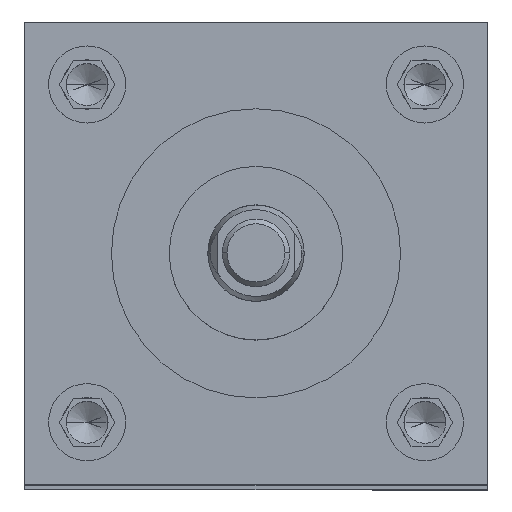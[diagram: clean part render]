
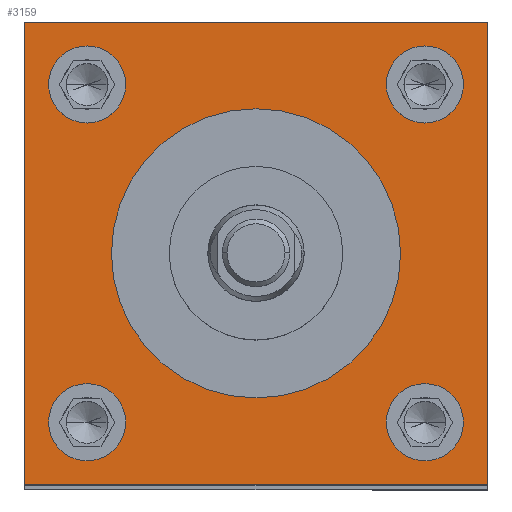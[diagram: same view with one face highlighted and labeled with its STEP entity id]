
A CAD part, top view. The second image highlights one B-rep face of the part: STEP entity #3159.
In plain terms, the highlighted planar face has unit normal (0, 0, 1).
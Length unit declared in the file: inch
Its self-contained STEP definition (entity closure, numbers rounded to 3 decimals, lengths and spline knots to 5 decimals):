
#189 = CARTESIAN_POINT ( 'NONE',  ( -1.5, 1.5, 19.75 ) ) ;
#222 = CIRCLE ( 'NONE', #2301, 0.25 ) ;
#255 = DIRECTION ( 'NONE',  ( 1., 0., 0. ) ) ;
#280 = ORIENTED_EDGE ( 'NONE', *, *, #5879, .F. ) ;
#285 = VERTEX_POINT ( 'NONE', #4367 ) ;
#298 = CIRCLE ( 'NONE', #2156, 0.25 ) ;
#451 = DIRECTION ( 'NONE',  ( 0., 0., 1. ) ) ;
#524 = DIRECTION ( 'NONE',  ( 0., -1., 0. ) ) ;
#603 = FACE_BOUND ( 'NONE', #5514, .T. ) ;
#618 = EDGE_CURVE ( 'NONE', #3254, #6693, #5400, .T. ) ;
#629 = AXIS2_PLACEMENT_3D ( 'NONE', #5057, #1549, #3473 ) ;
#671 = CARTESIAN_POINT ( 'NONE',  ( 0., 0., 19.75 ) ) ;
#682 = ORIENTED_EDGE ( 'NONE', *, *, #5524, .F. ) ;
#721 = CARTESIAN_POINT ( 'NONE',  ( 1.5, 1.5, 19.75 ) ) ;
#753 = CARTESIAN_POINT ( 'NONE',  ( -1.095, 1.095, 19.75 ) ) ;
#844 = EDGE_CURVE ( 'NONE', #5065, #5406, #3360, .T. ) ;
#927 = ORIENTED_EDGE ( 'NONE', *, *, #4839, .F. ) ;
#933 = ORIENTED_EDGE ( 'NONE', *, *, #6652, .F. ) ;
#965 = EDGE_CURVE ( 'NONE', #3866, #5065, #4637, .T. ) ;
#1098 = AXIS2_PLACEMENT_3D ( 'NONE', #5456, #451, #2773 ) ;
#1149 = CARTESIAN_POINT ( 'NONE',  ( 1.095, -1.095, 19.75 ) ) ;
#1179 = DIRECTION ( 'NONE',  ( 0., 0., 1. ) ) ;
#1257 = CARTESIAN_POINT ( 'NONE',  ( -0.845, 1.095, 19.75 ) ) ;
#1285 = DIRECTION ( 'NONE',  ( 1., 0., 0. ) ) ;
#1290 = EDGE_CURVE ( 'NONE', #3471, #2941, #3150, .T. ) ;
#1320 = CARTESIAN_POINT ( 'NONE',  ( 1.095, 1.095, 19.75 ) ) ;
#1454 = DIRECTION ( 'NONE',  ( 1., 0., 0. ) ) ;
#1549 = DIRECTION ( 'NONE',  ( 0., 0., -1. ) ) ;
#1575 = DIRECTION ( 'NONE',  ( 0., 0., 1. ) ) ;
#1576 = ORIENTED_EDGE ( 'NONE', *, *, #5478, .F. ) ;
#1669 = AXIS2_PLACEMENT_3D ( 'NONE', #2083, #1575, #1454 ) ;
#1764 = DIRECTION ( 'NONE',  ( 0., 0., 1. ) ) ;
#1839 = VERTEX_POINT ( 'NONE', #4099 ) ;
#1874 = EDGE_CURVE ( 'NONE', #3008, #3866, #6756, .T. ) ;
#1996 = AXIS2_PLACEMENT_3D ( 'NONE', #1320, #3984, #1285 ) ;
#2018 = DIRECTION ( 'NONE',  ( 0., 0., 1. ) ) ;
#2070 = DIRECTION ( 'NONE',  ( 1., 0., 0. ) ) ;
#2083 = CARTESIAN_POINT ( 'NONE',  ( -1.095, 1.095, 19.75 ) ) ;
#2156 = AXIS2_PLACEMENT_3D ( 'NONE', #3743, #3090, #2070 ) ;
#2185 = CIRCLE ( 'NONE', #6091, 0.9375 ) ;
#2213 = CARTESIAN_POINT ( 'NONE',  ( -1.5, 1.5, 19.75 ) ) ;
#2301 = AXIS2_PLACEMENT_3D ( 'NONE', #753, #1179, #2972 ) ;
#2302 = AXIS2_PLACEMENT_3D ( 'NONE', #6418, #3190, #5373 ) ;
#2344 = ORIENTED_EDGE ( 'NONE', *, *, #1874, .T. ) ;
#2476 = CARTESIAN_POINT ( 'NONE',  ( -1.5, -1.5, 19.75 ) ) ;
#2548 = ORIENTED_EDGE ( 'NONE', *, *, #1290, .F. ) ;
#2580 = VECTOR ( 'NONE', #6325, 39.37008 ) ;
#2591 = CIRCLE ( 'NONE', #1996, 0.25 ) ;
#2754 = ORIENTED_EDGE ( 'NONE', *, *, #844, .T. ) ;
#2773 = DIRECTION ( 'NONE',  ( 1., 0., 0. ) ) ;
#2815 = ORIENTED_EDGE ( 'NONE', *, *, #618, .F. ) ;
#2842 = LINE ( 'NONE', #6000, #6204 ) ;
#2863 = FACE_BOUND ( 'NONE', #6875, .T. ) ;
#2925 = DIRECTION ( 'NONE',  ( 0., 0., 1. ) ) ;
#2941 = VERTEX_POINT ( 'NONE', #5150 ) ;
#2972 = DIRECTION ( 'NONE',  ( 1., 0., 0. ) ) ;
#3008 = VERTEX_POINT ( 'NONE', #3990 ) ;
#3090 = DIRECTION ( 'NONE',  ( 0., 0., 1. ) ) ;
#3150 = CIRCLE ( 'NONE', #5561, 0.9375 ) ;
#3159 = ADVANCED_FACE ( 'NONE', ( #5553, #603, #5091, #2863, #5589, #4311 ), #5027, .F. ) ;
#3190 = DIRECTION ( 'NONE',  ( 0., 0., 1. ) ) ;
#3254 = VERTEX_POINT ( 'NONE', #5795 ) ;
#3360 = LINE ( 'NONE', #2213, #6430 ) ;
#3377 = EDGE_CURVE ( 'NONE', #5548, #6181, #3874, .T. ) ;
#3471 = VERTEX_POINT ( 'NONE', #4843 ) ;
#3473 = DIRECTION ( 'NONE',  ( -1., 0., 0. ) ) ;
#3561 = VECTOR ( 'NONE', #5837, 39.37008 ) ;
#3682 = CIRCLE ( 'NONE', #4488, 0.25 ) ;
#3743 = CARTESIAN_POINT ( 'NONE',  ( -1.095, -1.095, 19.75 ) ) ;
#3803 = AXIS2_PLACEMENT_3D ( 'NONE', #5766, #2018, #255 ) ;
#3866 = VERTEX_POINT ( 'NONE', #6505 ) ;
#3874 = CIRCLE ( 'NONE', #1669, 0.25 ) ;
#3924 = VERTEX_POINT ( 'NONE', #5072 ) ;
#3932 = ORIENTED_EDGE ( 'NONE', *, *, #5486, .F. ) ;
#3939 = EDGE_CURVE ( 'NONE', #5406, #3008, #2842, .T. ) ;
#3982 = DIRECTION ( 'NONE',  ( 1., 0., 0. ) ) ;
#3984 = DIRECTION ( 'NONE',  ( 0., 0., 1. ) ) ;
#3990 = CARTESIAN_POINT ( 'NONE',  ( -1.5, -1.5, 19.75 ) ) ;
#3992 = CIRCLE ( 'NONE', #1098, 0.25 ) ;
#4099 = CARTESIAN_POINT ( 'NONE',  ( 0.845, 1.095, 19.75 ) ) ;
#4119 = CARTESIAN_POINT ( 'NONE',  ( 1.5, -1.5, 19.75 ) ) ;
#4296 = VERTEX_POINT ( 'NONE', #6938 ) ;
#4311 = FACE_OUTER_BOUND ( 'NONE', #4366, .T. ) ;
#4354 = EDGE_LOOP ( 'NONE', ( #682, #5593 ) ) ;
#4366 = EDGE_LOOP ( 'NONE', ( #4701, #2344, #6742, #2754 ) ) ;
#4367 = CARTESIAN_POINT ( 'NONE',  ( -0.845, -1.095, 19.75 ) ) ;
#4415 = DIRECTION ( 'NONE',  ( -1., 0., 0. ) ) ;
#4488 = AXIS2_PLACEMENT_3D ( 'NONE', #1149, #1764, #3982 ) ;
#4511 = EDGE_LOOP ( 'NONE', ( #2548, #280 ) ) ;
#4610 = EDGE_LOOP ( 'NONE', ( #3932, #2815 ) ) ;
#4637 = LINE ( 'NONE', #4119, #3561 ) ;
#4659 = EDGE_CURVE ( 'NONE', #4296, #285, #298, .T. ) ;
#4701 = ORIENTED_EDGE ( 'NONE', *, *, #3939, .T. ) ;
#4742 = CARTESIAN_POINT ( 'NONE',  ( -1.345, 1.095, 19.75 ) ) ;
#4839 = EDGE_CURVE ( 'NONE', #1839, #3924, #3992, .T. ) ;
#4843 = CARTESIAN_POINT ( 'NONE',  ( 0.9375, 0., 19.75 ) ) ;
#5027 = PLANE ( 'NONE',  #629 ) ;
#5053 = DIRECTION ( 'NONE',  ( 1., 0., 0. ) ) ;
#5057 = CARTESIAN_POINT ( 'NONE',  ( -1.5, 1.5, 19.75 ) ) ;
#5065 = VERTEX_POINT ( 'NONE', #721 ) ;
#5072 = CARTESIAN_POINT ( 'NONE',  ( 1.345, 1.095, 19.75 ) ) ;
#5091 = FACE_BOUND ( 'NONE', #4354, .T. ) ;
#5121 = DIRECTION ( 'NONE',  ( 1., 0., 0. ) ) ;
#5150 = CARTESIAN_POINT ( 'NONE',  ( -0.9375, 0., 19.75 ) ) ;
#5373 = DIRECTION ( 'NONE',  ( 1., 0., 0. ) ) ;
#5379 = ORIENTED_EDGE ( 'NONE', *, *, #3377, .F. ) ;
#5400 = CIRCLE ( 'NONE', #2302, 0.25 ) ;
#5406 = VERTEX_POINT ( 'NONE', #189 ) ;
#5456 = CARTESIAN_POINT ( 'NONE',  ( 1.095, 1.095, 19.75 ) ) ;
#5478 = EDGE_CURVE ( 'NONE', #6181, #5548, #222, .T. ) ;
#5486 = EDGE_CURVE ( 'NONE', #6693, #3254, #3682, .T. ) ;
#5514 = EDGE_LOOP ( 'NONE', ( #933, #927 ) ) ;
#5524 = EDGE_CURVE ( 'NONE', #285, #4296, #5629, .T. ) ;
#5548 = VERTEX_POINT ( 'NONE', #4742 ) ;
#5553 = FACE_BOUND ( 'NONE', #4610, .T. ) ;
#5561 = AXIS2_PLACEMENT_3D ( 'NONE', #671, #6686, #5053 ) ;
#5586 = CARTESIAN_POINT ( 'NONE',  ( 0., 0., 19.75 ) ) ;
#5589 = FACE_BOUND ( 'NONE', #4511, .T. ) ;
#5593 = ORIENTED_EDGE ( 'NONE', *, *, #4659, .F. ) ;
#5629 = CIRCLE ( 'NONE', #3803, 0.25 ) ;
#5766 = CARTESIAN_POINT ( 'NONE',  ( -1.095, -1.095, 19.75 ) ) ;
#5795 = CARTESIAN_POINT ( 'NONE',  ( 0.845, -1.095, 19.75 ) ) ;
#5837 = DIRECTION ( 'NONE',  ( 0., 1., 0. ) ) ;
#5879 = EDGE_CURVE ( 'NONE', #2941, #3471, #2185, .T. ) ;
#6000 = CARTESIAN_POINT ( 'NONE',  ( -1.5, -1.5, 19.75 ) ) ;
#6091 = AXIS2_PLACEMENT_3D ( 'NONE', #5586, #2925, #5121 ) ;
#6181 = VERTEX_POINT ( 'NONE', #1257 ) ;
#6204 = VECTOR ( 'NONE', #524, 39.37008 ) ;
#6325 = DIRECTION ( 'NONE',  ( 1., 0., 0. ) ) ;
#6418 = CARTESIAN_POINT ( 'NONE',  ( 1.095, -1.095, 19.75 ) ) ;
#6430 = VECTOR ( 'NONE', #4415, 39.37008 ) ;
#6505 = CARTESIAN_POINT ( 'NONE',  ( 1.5, -1.5, 19.75 ) ) ;
#6652 = EDGE_CURVE ( 'NONE', #3924, #1839, #2591, .T. ) ;
#6686 = DIRECTION ( 'NONE',  ( 0., 0., 1. ) ) ;
#6693 = VERTEX_POINT ( 'NONE', #6814 ) ;
#6742 = ORIENTED_EDGE ( 'NONE', *, *, #965, .T. ) ;
#6756 = LINE ( 'NONE', #2476, #2580 ) ;
#6814 = CARTESIAN_POINT ( 'NONE',  ( 1.345, -1.095, 19.75 ) ) ;
#6875 = EDGE_LOOP ( 'NONE', ( #1576, #5379 ) ) ;
#6938 = CARTESIAN_POINT ( 'NONE',  ( -1.345, -1.095, 19.75 ) ) ;
